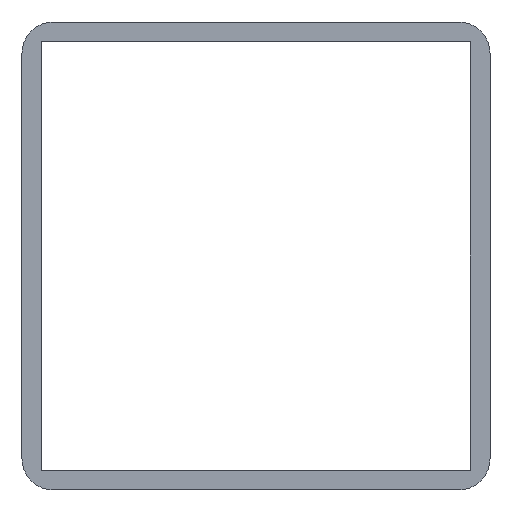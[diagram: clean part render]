
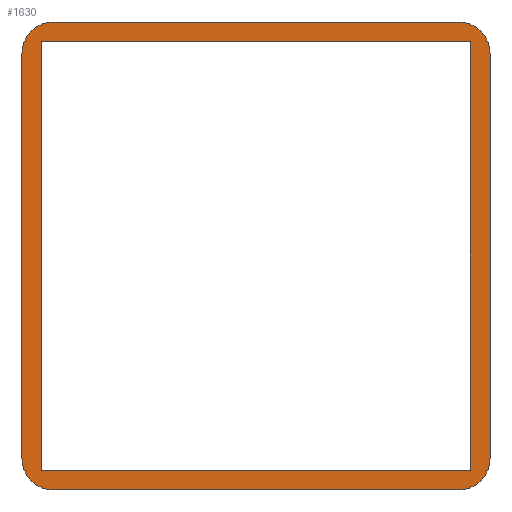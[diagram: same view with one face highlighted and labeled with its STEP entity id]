
A CAD part, front view. The second image highlights one B-rep face of the part: STEP entity #1630.
In plain terms, the highlighted planar face has unit normal (0, -1, 0).
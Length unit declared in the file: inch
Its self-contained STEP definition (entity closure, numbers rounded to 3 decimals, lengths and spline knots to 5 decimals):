
#16=FACE_BOUND('',#276,.T.);
#138=PLANE('',#1826);
#200=FACE_OUTER_BOUND('',#275,.T.);
#275=EDGE_LOOP('',(#1301,#1302,#1303,#1304,#1305,#1306,#1307,#1308));
#276=EDGE_LOOP('',(#1309,#1310,#1311,#1312));
#477=LINE('',#2704,#565);
#478=LINE('',#2708,#566);
#479=LINE('',#2712,#567);
#480=LINE('',#2715,#568);
#481=LINE('',#2718,#569);
#482=LINE('',#2720,#570);
#483=LINE('',#2722,#571);
#484=LINE('',#2723,#572);
#565=VECTOR('',#2255,0.3937);
#566=VECTOR('',#2258,0.3937);
#567=VECTOR('',#2261,0.3937);
#568=VECTOR('',#2264,0.3937);
#569=VECTOR('',#2265,0.3937);
#570=VECTOR('',#2266,0.3937);
#571=VECTOR('',#2267,0.3937);
#572=VECTOR('',#2268,0.3937);
#701=CIRCLE('',#1827,0.2);
#702=CIRCLE('',#1828,0.2);
#703=CIRCLE('',#1829,0.2);
#704=CIRCLE('',#1830,0.2);
#837=VERTEX_POINT('',#2700);
#838=VERTEX_POINT('',#2701);
#839=VERTEX_POINT('',#2703);
#840=VERTEX_POINT('',#2705);
#841=VERTEX_POINT('',#2707);
#842=VERTEX_POINT('',#2709);
#843=VERTEX_POINT('',#2711);
#844=VERTEX_POINT('',#2713);
#845=VERTEX_POINT('',#2716);
#846=VERTEX_POINT('',#2717);
#847=VERTEX_POINT('',#2719);
#848=VERTEX_POINT('',#2721);
#1033=EDGE_CURVE('',#837,#838,#701,.T.);
#1034=EDGE_CURVE('',#837,#839,#477,.T.);
#1035=EDGE_CURVE('',#840,#839,#702,.T.);
#1036=EDGE_CURVE('',#840,#841,#478,.T.);
#1037=EDGE_CURVE('',#842,#841,#703,.T.);
#1038=EDGE_CURVE('',#842,#843,#479,.T.);
#1039=EDGE_CURVE('',#844,#843,#704,.T.);
#1040=EDGE_CURVE('',#844,#838,#480,.T.);
#1041=EDGE_CURVE('',#845,#846,#481,.T.);
#1042=EDGE_CURVE('',#846,#847,#482,.T.);
#1043=EDGE_CURVE('',#847,#848,#483,.T.);
#1044=EDGE_CURVE('',#848,#845,#484,.T.);
#1301=ORIENTED_EDGE('',*,*,#1033,.F.);
#1302=ORIENTED_EDGE('',*,*,#1034,.T.);
#1303=ORIENTED_EDGE('',*,*,#1035,.F.);
#1304=ORIENTED_EDGE('',*,*,#1036,.T.);
#1305=ORIENTED_EDGE('',*,*,#1037,.F.);
#1306=ORIENTED_EDGE('',*,*,#1038,.T.);
#1307=ORIENTED_EDGE('',*,*,#1039,.F.);
#1308=ORIENTED_EDGE('',*,*,#1040,.T.);
#1309=ORIENTED_EDGE('',*,*,#1041,.T.);
#1310=ORIENTED_EDGE('',*,*,#1042,.T.);
#1311=ORIENTED_EDGE('',*,*,#1043,.T.);
#1312=ORIENTED_EDGE('',*,*,#1044,.T.);
#1630=ADVANCED_FACE('',(#200,#16),#138,.T.);
#1826=AXIS2_PLACEMENT_3D('',#2699,#2251,#2252);
#1827=AXIS2_PLACEMENT_3D('',#2702,#2253,#2254);
#1828=AXIS2_PLACEMENT_3D('',#2706,#2256,#2257);
#1829=AXIS2_PLACEMENT_3D('',#2710,#2259,#2260);
#1830=AXIS2_PLACEMENT_3D('',#2714,#2262,#2263);
#2251=DIRECTION('center_axis',(0.,-1.,0.));
#2252=DIRECTION('ref_axis',(0.,0.,-1.));
#2253=DIRECTION('center_axis',(0.,1.,0.));
#2254=DIRECTION('ref_axis',(-0.707,0.,-0.707));
#2255=DIRECTION('',(1.,0.,0.));
#2256=DIRECTION('center_axis',(0.,1.,0.));
#2257=DIRECTION('ref_axis',(0.707,0.,-0.707));
#2258=DIRECTION('',(0.,0.,1.));
#2259=DIRECTION('center_axis',(0.,1.,0.));
#2260=DIRECTION('ref_axis',(0.707,0.,0.707));
#2261=DIRECTION('',(-1.,0.,0.));
#2262=DIRECTION('center_axis',(0.,1.,0.));
#2263=DIRECTION('ref_axis',(-0.707,0.,0.707));
#2264=DIRECTION('',(0.,0.,-1.));
#2265=DIRECTION('',(1.,0.,0.));
#2266=DIRECTION('',(0.,0.,-1.));
#2267=DIRECTION('',(-1.,0.,0.));
#2268=DIRECTION('',(0.,0.,1.));
#2699=CARTESIAN_POINT('Origin',(1.41603,-45.00714,1.5));
#2700=CARTESIAN_POINT('',(0.11603,-45.00714,0.));
#2701=CARTESIAN_POINT('',(-0.08397,-45.00714,0.2));
#2702=CARTESIAN_POINT('Origin',(0.11603,-45.00714,0.2));
#2703=CARTESIAN_POINT('',(2.71603,-45.00714,0.));
#2704=CARTESIAN_POINT('',(-0.08397,-45.00714,0.));
#2705=CARTESIAN_POINT('',(2.91603,-45.00714,0.2));
#2706=CARTESIAN_POINT('Origin',(2.71603,-45.00714,0.2));
#2707=CARTESIAN_POINT('',(2.91603,-45.00714,2.8));
#2708=CARTESIAN_POINT('',(2.91603,-45.00714,0.));
#2709=CARTESIAN_POINT('',(2.71603,-45.00714,3.));
#2710=CARTESIAN_POINT('Origin',(2.71603,-45.00714,2.8));
#2711=CARTESIAN_POINT('',(0.11603,-45.00714,3.));
#2712=CARTESIAN_POINT('',(2.91603,-45.00714,3.));
#2713=CARTESIAN_POINT('',(-0.08397,-45.00714,2.8));
#2714=CARTESIAN_POINT('Origin',(0.11603,-45.00714,2.8));
#2715=CARTESIAN_POINT('',(-0.08397,-45.00714,3.));
#2716=CARTESIAN_POINT('',(0.04103,-45.00714,2.875));
#2717=CARTESIAN_POINT('',(2.79103,-45.00714,2.875));
#2718=CARTESIAN_POINT('',(2.79103,-45.00714,2.875));
#2719=CARTESIAN_POINT('',(2.79103,-45.00714,0.125));
#2720=CARTESIAN_POINT('',(2.79103,-45.00714,0.125));
#2721=CARTESIAN_POINT('',(0.04103,-45.00714,0.125));
#2722=CARTESIAN_POINT('',(0.04103,-45.00714,0.125));
#2723=CARTESIAN_POINT('',(0.04103,-45.00714,2.875));
